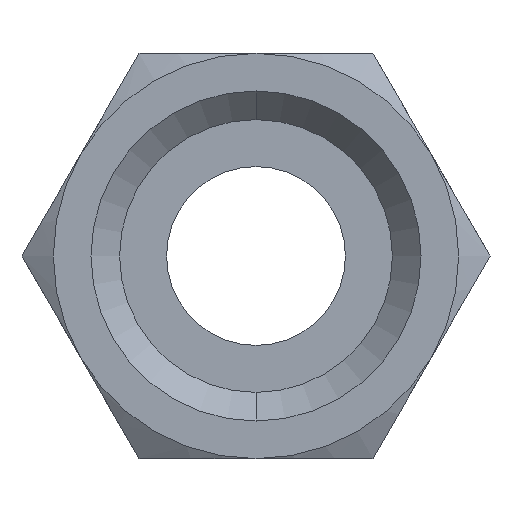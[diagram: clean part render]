
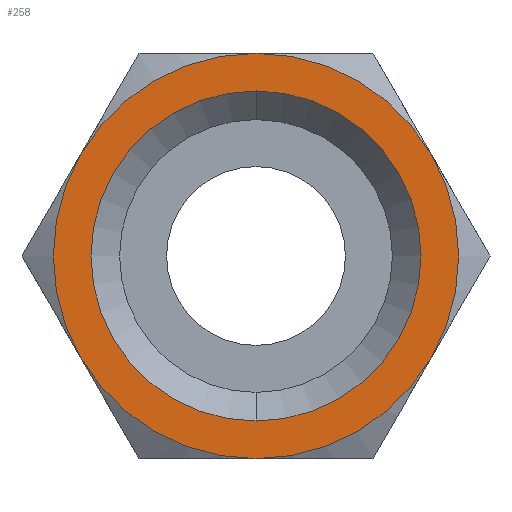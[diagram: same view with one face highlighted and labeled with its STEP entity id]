
A CAD part, front view. The second image highlights one B-rep face of the part: STEP entity #258.
In plain terms, the highlighted planar face has unit normal (0, -1, 0).
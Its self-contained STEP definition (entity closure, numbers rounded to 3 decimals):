
#29 = EDGE_CURVE ( 'NONE', #344, #195, #228, .T. ) ;
#62 = ORIENTED_EDGE ( 'NONE', *, *, #669, .T. ) ;
#105 = EDGE_CURVE ( 'NONE', #112, #1151, #1267, .T. ) ;
#112 = VERTEX_POINT ( 'NONE', #1013 ) ;
#117 = CIRCLE ( 'NONE', #1042, 8.5 ) ;
#129 = DIRECTION ( 'NONE',  ( 0., -1., 0. ) ) ;
#151 = DIRECTION ( 'NONE',  ( 0., 0., -1. ) ) ;
#156 = CARTESIAN_POINT ( 'NONE',  ( -7.361, 0., 4.25 ) ) ;
#182 = CARTESIAN_POINT ( 'NONE',  ( 0., 0., -8.5 ) ) ;
#195 = VERTEX_POINT ( 'NONE', #232 ) ;
#221 = EDGE_LOOP ( 'NONE', ( #222, #837, #1341, #1193, #62, #634 ) ) ;
#222 = ORIENTED_EDGE ( 'NONE', *, *, #1158, .T. ) ;
#228 = CIRCLE ( 'NONE', #637, 6.923 ) ;
#232 = CARTESIAN_POINT ( 'NONE',  ( 0., 0., -6.923 ) ) ;
#258 = ADVANCED_FACE ( 'NONE', ( #698, #1264 ), #696, .T. ) ;
#272 = CIRCLE ( 'NONE', #684, 8.5 ) ;
#289 = EDGE_CURVE ( 'NONE', #442, #939, #117, .T. ) ;
#290 = DIRECTION ( 'NONE',  ( 0., -1., 0. ) ) ;
#297 = DIRECTION ( 'NONE',  ( 0., 0., -1. ) ) ;
#328 = CARTESIAN_POINT ( 'NONE',  ( 8.5, 0., 0. ) ) ;
#338 = CIRCLE ( 'NONE', #1023, 8.5 ) ;
#344 = VERTEX_POINT ( 'NONE', #720 ) ;
#346 = EDGE_CURVE ( 'NONE', #545, #866, #338, .T. ) ;
#378 = DIRECTION ( 'NONE',  ( 0., -1., 0. ) ) ;
#422 = DIRECTION ( 'NONE',  ( 0., 0., -1. ) ) ;
#442 = VERTEX_POINT ( 'NONE', #671 ) ;
#448 = DIRECTION ( 'NONE',  ( 0., 0., -1. ) ) ;
#496 = DIRECTION ( 'NONE',  ( 0., -1., 0. ) ) ;
#497 = AXIS2_PLACEMENT_3D ( 'NONE', #1237, #733, #1055 ) ;
#545 = VERTEX_POINT ( 'NONE', #1101 ) ;
#546 = EDGE_LOOP ( 'NONE', ( #826, #834 ) ) ;
#634 = ORIENTED_EDGE ( 'NONE', *, *, #289, .T. ) ;
#637 = AXIS2_PLACEMENT_3D ( 'NONE', #1317, #801, #1117 ) ;
#669 = EDGE_CURVE ( 'NONE', #1151, #442, #1219, .T. ) ;
#671 = CARTESIAN_POINT ( 'NONE',  ( -7.361, 0., -4.25 ) ) ;
#684 = AXIS2_PLACEMENT_3D ( 'NONE', #986, #863, #151 ) ;
#696 = PLANE ( 'NONE',  #963 ) ;
#698 = FACE_BOUND ( 'NONE', #546, .T. ) ;
#720 = CARTESIAN_POINT ( 'NONE',  ( 0., 0., 6.923 ) ) ;
#733 = DIRECTION ( 'NONE',  ( 0., 1., 0. ) ) ;
#766 = CARTESIAN_POINT ( 'NONE',  ( 0., 0., 0. ) ) ;
#773 = CIRCLE ( 'NONE', #1165, 8.5 ) ;
#774 = DIRECTION ( 'NONE',  ( 0., -1., 0. ) ) ;
#801 = DIRECTION ( 'NONE',  ( 0., 1., 0. ) ) ;
#809 = CARTESIAN_POINT ( 'NONE',  ( 0., 0., 0. ) ) ;
#818 = EDGE_CURVE ( 'NONE', #866, #112, #272, .T. ) ;
#826 = ORIENTED_EDGE ( 'NONE', *, *, #1182, .T. ) ;
#834 = ORIENTED_EDGE ( 'NONE', *, *, #29, .T. ) ;
#837 = ORIENTED_EDGE ( 'NONE', *, *, #346, .T. ) ;
#854 = DIRECTION ( 'NONE',  ( 0., 0., -1. ) ) ;
#863 = DIRECTION ( 'NONE',  ( 0., -1., 0. ) ) ;
#866 = VERTEX_POINT ( 'NONE', #1321 ) ;
#939 = VERTEX_POINT ( 'NONE', #182 ) ;
#963 = AXIS2_PLACEMENT_3D ( 'NONE', #328, #129, #854 ) ;
#986 = CARTESIAN_POINT ( 'NONE',  ( 0., 0., 0. ) ) ;
#990 = CIRCLE ( 'NONE', #497, 6.923 ) ;
#1013 = CARTESIAN_POINT ( 'NONE',  ( 0., 0., 8.5 ) ) ;
#1022 = DIRECTION ( 'NONE',  ( 0., 0., -1. ) ) ;
#1023 = AXIS2_PLACEMENT_3D ( 'NONE', #1185, #290, #1115 ) ;
#1042 = AXIS2_PLACEMENT_3D ( 'NONE', #809, #378, #1022 ) ;
#1055 = DIRECTION ( 'NONE',  ( 0., 0., -1. ) ) ;
#1086 = CARTESIAN_POINT ( 'NONE',  ( 0., 0., 0. ) ) ;
#1101 = CARTESIAN_POINT ( 'NONE',  ( 7.361, 0., -4.25 ) ) ;
#1107 = DIRECTION ( 'NONE',  ( 0., -1., 0. ) ) ;
#1115 = DIRECTION ( 'NONE',  ( 0., 0., -1. ) ) ;
#1117 = DIRECTION ( 'NONE',  ( 0., 0., -1. ) ) ;
#1147 = AXIS2_PLACEMENT_3D ( 'NONE', #766, #774, #422 ) ;
#1149 = AXIS2_PLACEMENT_3D ( 'NONE', #1154, #496, #297 ) ;
#1151 = VERTEX_POINT ( 'NONE', #156 ) ;
#1154 = CARTESIAN_POINT ( 'NONE',  ( 0., 0., 0. ) ) ;
#1158 = EDGE_CURVE ( 'NONE', #939, #545, #773, .T. ) ;
#1165 = AXIS2_PLACEMENT_3D ( 'NONE', #1086, #1107, #448 ) ;
#1182 = EDGE_CURVE ( 'NONE', #195, #344, #990, .T. ) ;
#1185 = CARTESIAN_POINT ( 'NONE',  ( 0., 0., 0. ) ) ;
#1193 = ORIENTED_EDGE ( 'NONE', *, *, #105, .T. ) ;
#1219 = CIRCLE ( 'NONE', #1147, 8.5 ) ;
#1237 = CARTESIAN_POINT ( 'NONE',  ( 0., 0., 0. ) ) ;
#1264 = FACE_OUTER_BOUND ( 'NONE', #221, .T. ) ;
#1267 = CIRCLE ( 'NONE', #1149, 8.5 ) ;
#1317 = CARTESIAN_POINT ( 'NONE',  ( 0., 0., 0. ) ) ;
#1321 = CARTESIAN_POINT ( 'NONE',  ( 7.361, 0., 4.25 ) ) ;
#1341 = ORIENTED_EDGE ( 'NONE', *, *, #818, .T. ) ;
